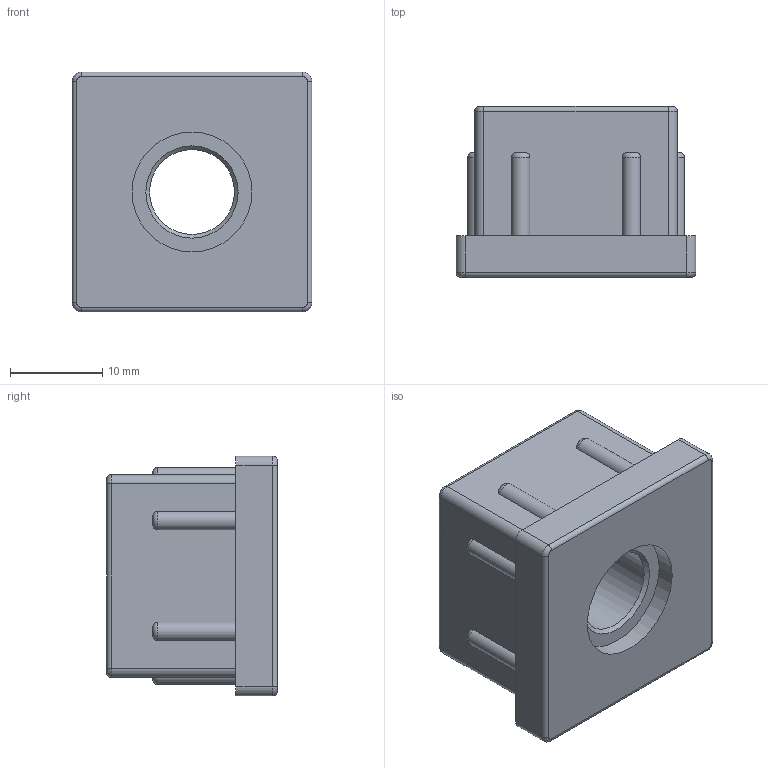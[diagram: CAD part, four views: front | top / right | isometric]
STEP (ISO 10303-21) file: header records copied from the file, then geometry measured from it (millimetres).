
FILE_DESCRIPTION(/* description */ (''),/* implementation_level */ '2;1');
FILE_NAME(/* name */ 'PR34-2525.stp',/* time_stamp */ '2024-08-29T17:33:06+09:00',/* author */ ('user'),/* organization */ (''),/* preprocessor_version */ 'ST-DEVELOPER v15.6',/* originating_system */ 'Autodesk Inventor 2015',/* authorisation */ '');
FILE_SCHEMA (('AUTOMOTIVE_DESIGN { 1 0 10303 214 3 1 1 }'));
Length unit declared in the file: millimetre
Products named in the file (1): PR34-2525
Bounding box: 26 x 18.5 x 26 mm (x, y, z)
Volume: 6784 mm3; surface area: 3705.5 mm2
Topology: 1 solids, 1 shells, 74 faces, 188 edges, 120 vertices
Faces by surface type: cylinder 31, plane 26, torus 8, bspline 8, cone 1
Full cylindrical faces by diameter (mm): 9.2 x1, 12.5 x1, 13 x1
Entity records: 2386 total; most frequent: CARTESIAN_POINT 585, DIRECTION 380, ORIENTED_EDGE 366, EDGE_CURVE 183, AXIS2_PLACEMENT_3D 146, VERTEX_POINT 119, LINE 88, VECTOR 88
